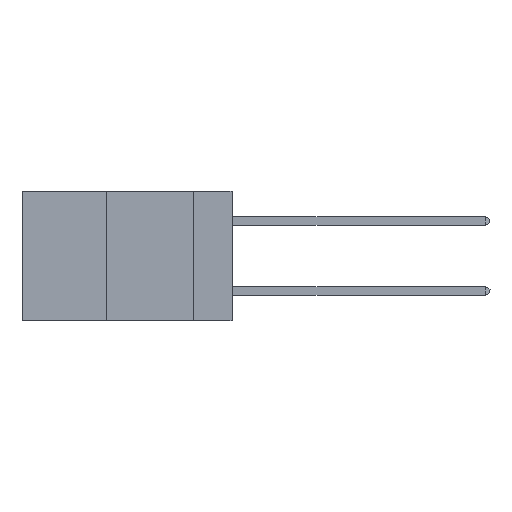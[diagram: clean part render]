
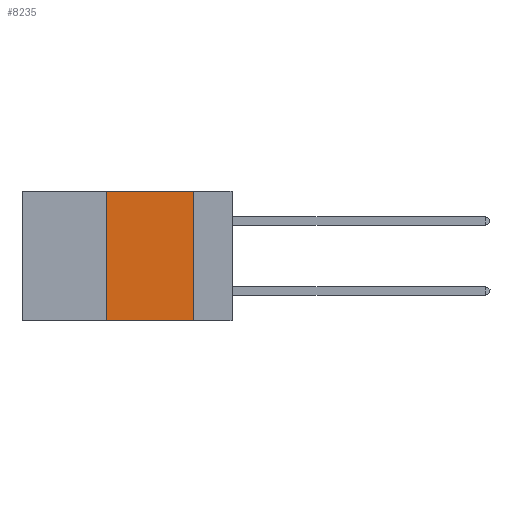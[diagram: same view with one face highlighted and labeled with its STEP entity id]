
A CAD part, left-side view. The second image highlights one B-rep face of the part: STEP entity #8235.
In plain terms, the highlighted planar face has unit normal (-1, 0, 0).
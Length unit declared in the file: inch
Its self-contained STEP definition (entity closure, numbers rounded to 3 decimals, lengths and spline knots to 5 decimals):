
#567 = VECTOR ( 'NONE', #8691, 39.37008 ) ;
#593 = VECTOR ( 'NONE', #8530, 39.37008 ) ;
#1683 = ORIENTED_EDGE ( 'NONE', *, *, #6136, .F. ) ;
#2042 = AXIS2_PLACEMENT_3D ( 'NONE', #6910, #7992, #3492 ) ;
#2525 = PLANE ( 'NONE',  #2042 ) ;
#2849 = VECTOR ( 'NONE', #9637, 39.37008 ) ;
#3174 = LINE ( 'NONE', #9567, #593 ) ;
#3437 = CARTESIAN_POINT ( 'NONE',  ( 0., 0.11, -0.37 ) ) ;
#3492 = DIRECTION ( 'NONE',  ( 0., 0., -1. ) ) ;
#3707 = LINE ( 'NONE', #4558, #2849 ) ;
#4011 = VECTOR ( 'NONE', #11667, 39.37008 ) ;
#4558 = CARTESIAN_POINT ( 'NONE',  ( 0., 0.36, 0. ) ) ;
#4577 = ORIENTED_EDGE ( 'NONE', *, *, #10022, .F. ) ;
#4686 = EDGE_CURVE ( 'NONE', #11345, #11460, #13352, .T. ) ;
#4809 = EDGE_CURVE ( 'NONE', #12777, #11460, #3174, .T. ) ;
#6136 = EDGE_CURVE ( 'NONE', #11366, #11345, #6233, .T. ) ;
#6233 = LINE ( 'NONE', #6500, #567 ) ;
#6500 = CARTESIAN_POINT ( 'NONE',  ( 0., 0.6, 0. ) ) ;
#6910 = CARTESIAN_POINT ( 'NONE',  ( 0., 0.6, 0. ) ) ;
#6916 = ORIENTED_EDGE ( 'NONE', *, *, #4809, .T. ) ;
#7992 = DIRECTION ( 'NONE',  ( 1., 0., 0. ) ) ;
#8235 = ADVANCED_FACE ( 'NONE', ( #14075 ), #2525, .F. ) ;
#8530 = DIRECTION ( 'NONE',  ( 0., -1., 0. ) ) ;
#8691 = DIRECTION ( 'NONE',  ( 0., -1., 0. ) ) ;
#9350 = EDGE_LOOP ( 'NONE', ( #12040, #1683, #4577, #6916 ) ) ;
#9427 = CARTESIAN_POINT ( 'NONE',  ( 0., 0.11, 0. ) ) ;
#9567 = CARTESIAN_POINT ( 'NONE',  ( 0., 0.6, -0.37 ) ) ;
#9637 = DIRECTION ( 'NONE',  ( 0., 0., 1. ) ) ;
#10022 = EDGE_CURVE ( 'NONE', #12777, #11366, #3707, .T. ) ;
#10051 = CARTESIAN_POINT ( 'NONE',  ( 0., 0.11, 0. ) ) ;
#11345 = VERTEX_POINT ( 'NONE', #10051 ) ;
#11366 = VERTEX_POINT ( 'NONE', #13316 ) ;
#11460 = VERTEX_POINT ( 'NONE', #3437 ) ;
#11667 = DIRECTION ( 'NONE',  ( 0., 0., -1. ) ) ;
#12040 = ORIENTED_EDGE ( 'NONE', *, *, #4686, .F. ) ;
#12463 = CARTESIAN_POINT ( 'NONE',  ( 0., 0.36, -0.37 ) ) ;
#12777 = VERTEX_POINT ( 'NONE', #12463 ) ;
#13316 = CARTESIAN_POINT ( 'NONE',  ( 0., 0.36, 0. ) ) ;
#13352 = LINE ( 'NONE', #9427, #4011 ) ;
#14075 = FACE_OUTER_BOUND ( 'NONE', #9350, .T. ) ;
